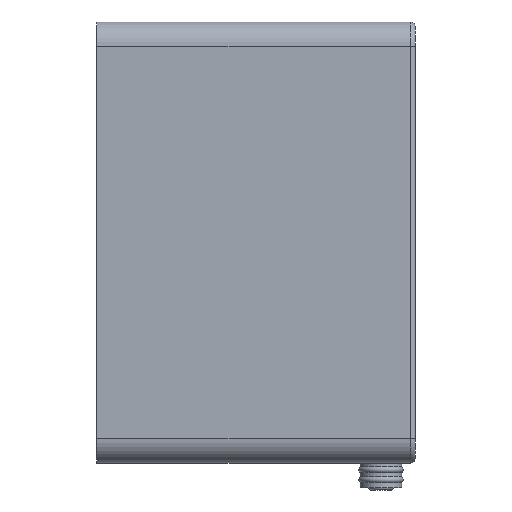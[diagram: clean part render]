
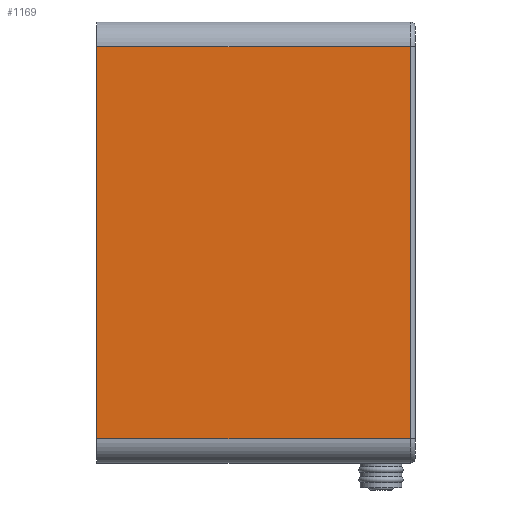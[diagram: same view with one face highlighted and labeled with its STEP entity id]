
A CAD part, left-side view. The second image highlights one B-rep face of the part: STEP entity #1169.
In plain terms, the highlighted planar face has unit normal (-1, 0, 0).
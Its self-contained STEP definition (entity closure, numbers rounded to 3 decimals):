
#72=LINE('',#4135,#127);
#79=LINE('',#4162,#134);
#80=LINE('',#4163,#135);
#81=LINE('',#4164,#136);
#127=VECTOR('',#1576,10.);
#134=VECTOR('',#1597,10.);
#135=VECTOR('',#1598,10.);
#136=VECTOR('',#1599,10.);
#210=PLANE('',#1341);
#312=FACE_OUTER_BOUND('',#400,.T.);
#400=EDGE_LOOP('',(#930,#931,#932,#933));
#578=VERTEX_POINT('',#4132);
#579=VERTEX_POINT('',#4134);
#591=VERTEX_POINT('',#4160);
#592=VERTEX_POINT('',#4161);
#704=EDGE_CURVE('',#578,#579,#72,.T.);
#717=EDGE_CURVE('',#591,#592,#79,.T.);
#718=EDGE_CURVE('',#579,#591,#80,.T.);
#719=EDGE_CURVE('',#592,#578,#81,.T.);
#930=ORIENTED_EDGE('',*,*,#717,.F.);
#931=ORIENTED_EDGE('',*,*,#718,.F.);
#932=ORIENTED_EDGE('',*,*,#704,.F.);
#933=ORIENTED_EDGE('',*,*,#719,.F.);
#1169=ADVANCED_FACE('',(#312),#210,.T.);
#1341=AXIS2_PLACEMENT_3D('',#4159,#1595,#1596);
#1576=DIRECTION('',(0.,0.,1.));
#1595=DIRECTION('center_axis',(-1.,0.,0.));
#1596=DIRECTION('ref_axis',(0.,0.,1.));
#1597=DIRECTION('',(0.,0.,-1.));
#1598=DIRECTION('',(0.,-1.,0.));
#1599=DIRECTION('',(0.,1.,0.));
#4132=CARTESIAN_POINT('',(35.216,130.,-73.216));
#4134=CARTESIAN_POINT('',(35.216,130.,86.784));
#4135=CARTESIAN_POINT('',(35.216,130.,96.784));
#4159=CARTESIAN_POINT('Origin',(35.216,0.,-83.216));
#4160=CARTESIAN_POINT('',(35.216,2.,86.784));
#4161=CARTESIAN_POINT('',(35.216,2.,-73.216));
#4162=CARTESIAN_POINT('',(35.216,2.,-38.216));
#4163=CARTESIAN_POINT('',(35.216,0.,86.784));
#4164=CARTESIAN_POINT('',(35.216,0.,-73.216));
